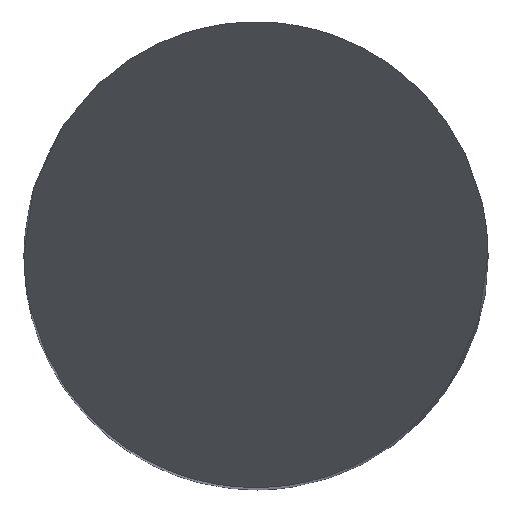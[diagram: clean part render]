
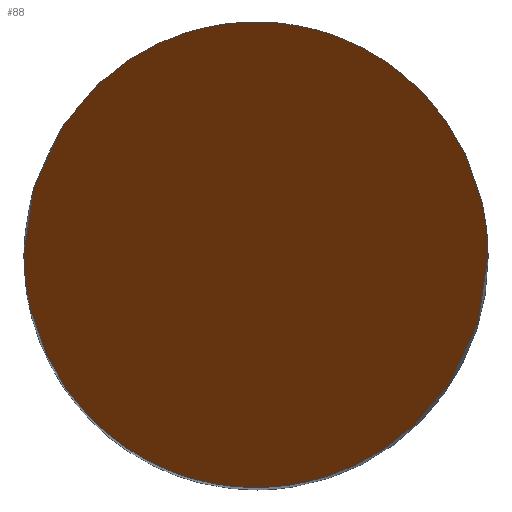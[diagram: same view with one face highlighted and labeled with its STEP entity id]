
A CAD part, top view. The second image highlights one B-rep face of the part: STEP entity #88.
In plain terms, the highlighted planar face has unit normal (0, -0.866, 0.5).
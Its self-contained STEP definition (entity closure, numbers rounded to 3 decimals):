
#64=PLANE('',#731);
#88=ADVANCED_FACE('',(#135),#64,.F.);
#135=FACE_OUTER_BOUND('',#174,.T.);
#174=EDGE_LOOP('',(#350,#351));
#350=ORIENTED_EDGE('',*,*,#561,.F.);
#351=ORIENTED_EDGE('',*,*,#579,.F.);
#490=VERTEX_POINT('',#1284);
#491=VERTEX_POINT('',#1285);
#561=EDGE_CURVE('',#490,#491,#666,.T.);
#579=EDGE_CURVE('',#491,#490,#669,.T.);
#666=(
BOUNDED_CURVE()
B_SPLINE_CURVE(3,(#1280,#1281,#1282,#1283),.UNSPECIFIED.,.F.,.F.)
B_SPLINE_CURVE_WITH_KNOTS((4,4),(0.,1.),.UNSPECIFIED.)
CURVE()
GEOMETRIC_REPRESENTATION_ITEM()
RATIONAL_B_SPLINE_CURVE((1.,0.333,0.333,1.))
REPRESENTATION_ITEM('')
);
#669=(
BOUNDED_CURVE()
B_SPLINE_CURVE(3,(#1364,#1365,#1366,#1367),.UNSPECIFIED.,.F.,.F.)
B_SPLINE_CURVE_WITH_KNOTS((4,4),(0.,1.),.UNSPECIFIED.)
CURVE()
GEOMETRIC_REPRESENTATION_ITEM()
RATIONAL_B_SPLINE_CURVE((1.,0.333,0.333,1.))
REPRESENTATION_ITEM('')
);
#731=AXIS2_PLACEMENT_3D('',#1388,#823,#824);
#823=DIRECTION('',(0.,0.866,-0.5));
#824=DIRECTION('',(0.,0.5,0.866));
#1280=CARTESIAN_POINT('',(-2.,0.,0.));
#1281=CARTESIAN_POINT('',(-2.,4.,6.928));
#1282=CARTESIAN_POINT('',(2.,4.,6.928));
#1283=CARTESIAN_POINT('',(2.,0.,0.));
#1284=CARTESIAN_POINT('',(-2.,0.,0.));
#1285=CARTESIAN_POINT('',(2.,0.,0.));
#1364=CARTESIAN_POINT('',(2.,0.,0.));
#1365=CARTESIAN_POINT('',(2.,-4.,-6.928));
#1366=CARTESIAN_POINT('',(-2.,-4.,-6.928));
#1367=CARTESIAN_POINT('',(-2.,0.,0.));
#1388=CARTESIAN_POINT('',(2.,2.,3.464));
